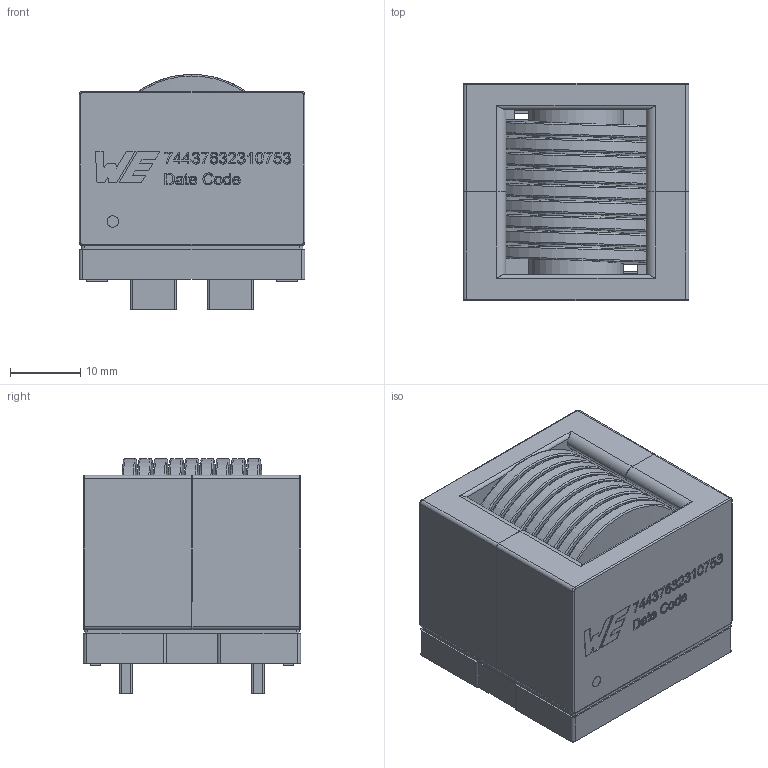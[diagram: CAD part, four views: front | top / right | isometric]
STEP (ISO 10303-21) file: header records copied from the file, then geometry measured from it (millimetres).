
FILE_DESCRIPTION(/* description */ ('Unknown'),/* implementation_level */ '2;1');
FILE_NAME(/* name */ '74437632310753',/* time_stamp */ '2024-08-19T11:59:57+08:00',/* author */ ('Unknown'),/* organization */ ('Unknown'),/* preprocessor_version */ 'ST-DEVELOPER v19.4',/* originating_system */ 'Solid Edge',/* authorisation */ 'Unknown');
FILE_SCHEMA (('AUTOMOTIVE_DESIGN {1 0 10303 214 3 1 1}'));
Products named in the file (6): 74437632310753; Base1; Coil_0753_1.8; Core_B; Core_F; Glue
Assembly tree (5 placements, depth 2):
  74437632310753
    Base1
    Coil_0753_1.8
    Core_B
    Core_F
    Glue
Bounding box: 32.2 x 31 x 33.5 mm (x, y, z)
Volume: 23421.9 mm3; surface area: 21070.9 mm2
Topology: 5 solids, 5 shells, 492 faces, 1290 edges, 842 vertices
Faces by surface type: plane 251, bspline 133, cylinder 100, torus 8
Full cylindrical faces by diameter (mm): 1.606 x1, 13.5 x2
Entity records: 44398 total; most frequent: CARTESIAN_POINT 30904, ORIENTED_EDGE 2554, DIRECTION 1681, EDGE_CURVE 1277, VERTEX_POINT 842, EDGE_LOOP 563, FACE_BOUND 563, AXIS2_PLACEMENT_3D 563
